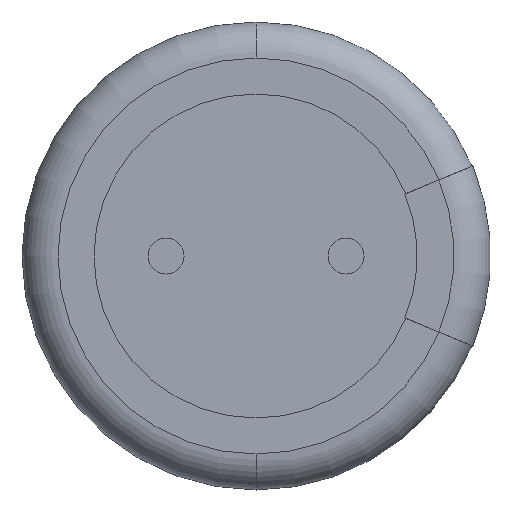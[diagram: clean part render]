
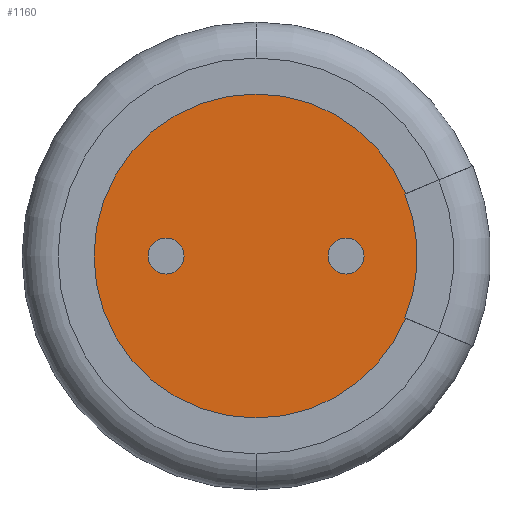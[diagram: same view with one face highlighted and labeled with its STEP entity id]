
A CAD part, front view. The second image highlights one B-rep face of the part: STEP entity #1160.
In plain terms, the highlighted planar face has unit normal (0, -1, 0).
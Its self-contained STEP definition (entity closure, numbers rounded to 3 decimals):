
#15 = FACE_BOUND ( 'NONE', #2223, .T. ) ;
#55 = CARTESIAN_POINT ( 'NONE',  ( 2.077, 0.3, -0.865 ) ) ;
#97 = AXIS2_PLACEMENT_3D ( 'NONE', #1476, #814, #1008 ) ;
#120 = CIRCLE ( 'NONE', #274, 0.25 ) ;
#122 = EDGE_LOOP ( 'NONE', ( #2208, #1908, #1683, #1113, #1161, #236 ) ) ;
#123 = CARTESIAN_POINT ( 'NONE',  ( -1.25, 0.3, 0. ) ) ;
#131 = CARTESIAN_POINT ( 'NONE',  ( 2.077, 0.3, 0.865 ) ) ;
#147 = CIRCLE ( 'NONE', #744, 2.25 ) ;
#149 = CARTESIAN_POINT ( 'NONE',  ( -0.01, 0.3, 0. ) ) ;
#152 = CIRCLE ( 'NONE', #1957, 0.25 ) ;
#166 = DIRECTION ( 'NONE',  ( 0., -1., 0. ) ) ;
#187 = CARTESIAN_POINT ( 'NONE',  ( 1.25, 0.3, 0.25 ) ) ;
#216 = CARTESIAN_POINT ( 'NONE',  ( 0., 0.3, 0. ) ) ;
#234 = CARTESIAN_POINT ( 'NONE',  ( 1.25, 0.3, -0.25 ) ) ;
#236 = ORIENTED_EDGE ( 'NONE', *, *, #798, .T. ) ;
#274 = AXIS2_PLACEMENT_3D ( 'NONE', #1173, #1343, #1396 ) ;
#275 = DIRECTION ( 'NONE',  ( 0., 0., -1. ) ) ;
#283 = DIRECTION ( 'NONE',  ( 0., -1., 0. ) ) ;
#322 = CIRCLE ( 'NONE', #1470, 2.25 ) ;
#356 = VERTEX_POINT ( 'NONE', #642 ) ;
#379 = LINE ( 'NONE', #1802, #1723 ) ;
#390 = LINE ( 'NONE', #2047, #902 ) ;
#458 = ORIENTED_EDGE ( 'NONE', *, *, #1380, .F. ) ;
#464 = CIRCLE ( 'NONE', #97, 2.25 ) ;
#469 = DIRECTION ( 'NONE',  ( 0., -1., 0. ) ) ;
#525 = DIRECTION ( 'NONE',  ( -0.924, 0., 0.383 ) ) ;
#541 = ORIENTED_EDGE ( 'NONE', *, *, #1942, .F. ) ;
#642 = CARTESIAN_POINT ( 'NONE',  ( -1.25, 0.3, -0.25 ) ) ;
#712 = EDGE_LOOP ( 'NONE', ( #2091, #541 ) ) ;
#735 = CARTESIAN_POINT ( 'NONE',  ( 0., 0.3, -2.25 ) ) ;
#744 = AXIS2_PLACEMENT_3D ( 'NONE', #149, #469, #2214 ) ;
#764 = DIRECTION ( 'NONE',  ( -0.924, 0., -0.383 ) ) ;
#793 = DIRECTION ( 'NONE',  ( 0., -1., 0. ) ) ;
#796 = VERTEX_POINT ( 'NONE', #870 ) ;
#798 = EDGE_CURVE ( 'NONE', #1446, #1649, #147, .T. ) ;
#814 = DIRECTION ( 'NONE',  ( 0., -1., 0. ) ) ;
#837 = AXIS2_PLACEMENT_3D ( 'NONE', #2011, #793, #1320 ) ;
#853 = EDGE_CURVE ( 'NONE', #1068, #1548, #120, .T. ) ;
#870 = CARTESIAN_POINT ( 'NONE',  ( -1.25, 0.3, 0.25 ) ) ;
#874 = EDGE_CURVE ( 'NONE', #1745, #1446, #390, .T. ) ;
#902 = VECTOR ( 'NONE', #525, 1000. ) ;
#919 = FACE_BOUND ( 'NONE', #712, .T. ) ;
#947 = DIRECTION ( 'NONE',  ( 0., 0., -1. ) ) ;
#959 = AXIS2_PLACEMENT_3D ( 'NONE', #123, #283, #275 ) ;
#1004 = CARTESIAN_POINT ( 'NONE',  ( 1.25, 0.3, 0. ) ) ;
#1008 = DIRECTION ( 'NONE',  ( 0., 0., -1. ) ) ;
#1065 = CARTESIAN_POINT ( 'NONE',  ( 0., 0.3, 0. ) ) ;
#1068 = VERTEX_POINT ( 'NONE', #234 ) ;
#1095 = CARTESIAN_POINT ( 'NONE',  ( 0., 0.3, 2.25 ) ) ;
#1104 = CARTESIAN_POINT ( 'NONE',  ( 2.069, 0.3, -0.861 ) ) ;
#1113 = ORIENTED_EDGE ( 'NONE', *, *, #2002, .T. ) ;
#1123 = CIRCLE ( 'NONE', #837, 2.25 ) ;
#1125 = DIRECTION ( 'NONE',  ( 0., -1., 0. ) ) ;
#1160 = ADVANCED_FACE ( 'NONE', ( #1376, #919, #15 ), #2148, .T. ) ;
#1161 = ORIENTED_EDGE ( 'NONE', *, *, #874, .T. ) ;
#1173 = CARTESIAN_POINT ( 'NONE',  ( 1.25, 0.3, 0. ) ) ;
#1183 = AXIS2_PLACEMENT_3D ( 'NONE', #1065, #1125, #1496 ) ;
#1287 = CARTESIAN_POINT ( 'NONE',  ( 2.069, 0.3, 0.861 ) ) ;
#1320 = DIRECTION ( 'NONE',  ( 0., 0., -1. ) ) ;
#1325 = VERTEX_POINT ( 'NONE', #735 ) ;
#1343 = DIRECTION ( 'NONE',  ( 0., -1., 0. ) ) ;
#1369 = CIRCLE ( 'NONE', #1987, 0.25 ) ;
#1376 = FACE_OUTER_BOUND ( 'NONE', #122, .T. ) ;
#1379 = CIRCLE ( 'NONE', #959, 0.25 ) ;
#1380 = EDGE_CURVE ( 'NONE', #1548, #1068, #1369, .T. ) ;
#1381 = VERTEX_POINT ( 'NONE', #1095 ) ;
#1396 = DIRECTION ( 'NONE',  ( 0., 0., 1. ) ) ;
#1446 = VERTEX_POINT ( 'NONE', #1104 ) ;
#1464 = DIRECTION ( 'NONE',  ( 0., -1., 0. ) ) ;
#1470 = AXIS2_PLACEMENT_3D ( 'NONE', #216, #1936, #2225 ) ;
#1476 = CARTESIAN_POINT ( 'NONE',  ( 0., 0.3, 0. ) ) ;
#1485 = EDGE_CURVE ( 'NONE', #1993, #1649, #379, .T. ) ;
#1496 = DIRECTION ( 'NONE',  ( 0., 0., -1. ) ) ;
#1548 = VERTEX_POINT ( 'NONE', #187 ) ;
#1610 = ORIENTED_EDGE ( 'NONE', *, *, #853, .F. ) ;
#1615 = EDGE_CURVE ( 'NONE', #796, #356, #152, .T. ) ;
#1649 = VERTEX_POINT ( 'NONE', #1287 ) ;
#1683 = ORIENTED_EDGE ( 'NONE', *, *, #1934, .T. ) ;
#1723 = VECTOR ( 'NONE', #764, 1000. ) ;
#1730 = CARTESIAN_POINT ( 'NONE',  ( -1.25, 0.3, 0. ) ) ;
#1745 = VERTEX_POINT ( 'NONE', #55 ) ;
#1802 = CARTESIAN_POINT ( 'NONE',  ( -0.001, 0.3, 0.004 ) ) ;
#1817 = EDGE_CURVE ( 'NONE', #1993, #1381, #322, .T. ) ;
#1908 = ORIENTED_EDGE ( 'NONE', *, *, #1817, .T. ) ;
#1934 = EDGE_CURVE ( 'NONE', #1381, #1325, #1123, .T. ) ;
#1936 = DIRECTION ( 'NONE',  ( 0., -1., 0. ) ) ;
#1942 = EDGE_CURVE ( 'NONE', #356, #796, #1379, .T. ) ;
#1957 = AXIS2_PLACEMENT_3D ( 'NONE', #1730, #1464, #947 ) ;
#1987 = AXIS2_PLACEMENT_3D ( 'NONE', #1004, #166, #2212 ) ;
#1993 = VERTEX_POINT ( 'NONE', #131 ) ;
#2002 = EDGE_CURVE ( 'NONE', #1325, #1745, #464, .T. ) ;
#2011 = CARTESIAN_POINT ( 'NONE',  ( 0., 0.3, 0. ) ) ;
#2047 = CARTESIAN_POINT ( 'NONE',  ( -0.001, 0.3, -0.004 ) ) ;
#2091 = ORIENTED_EDGE ( 'NONE', *, *, #1615, .F. ) ;
#2148 = PLANE ( 'NONE',  #1183 ) ;
#2208 = ORIENTED_EDGE ( 'NONE', *, *, #1485, .F. ) ;
#2212 = DIRECTION ( 'NONE',  ( 0., 0., 1. ) ) ;
#2214 = DIRECTION ( 'NONE',  ( 0., 0., -1. ) ) ;
#2223 = EDGE_LOOP ( 'NONE', ( #458, #1610 ) ) ;
#2225 = DIRECTION ( 'NONE',  ( 0., 0., -1. ) ) ;
